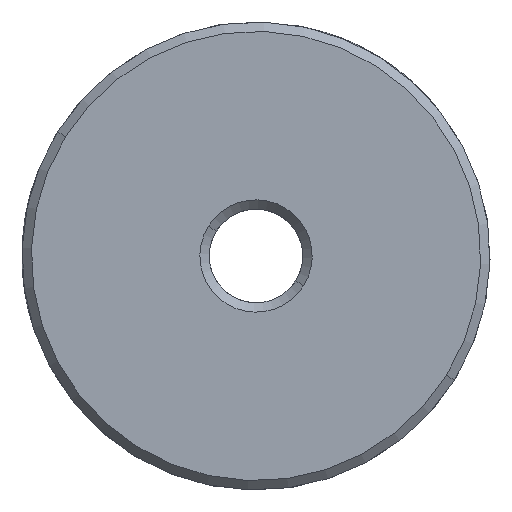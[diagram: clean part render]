
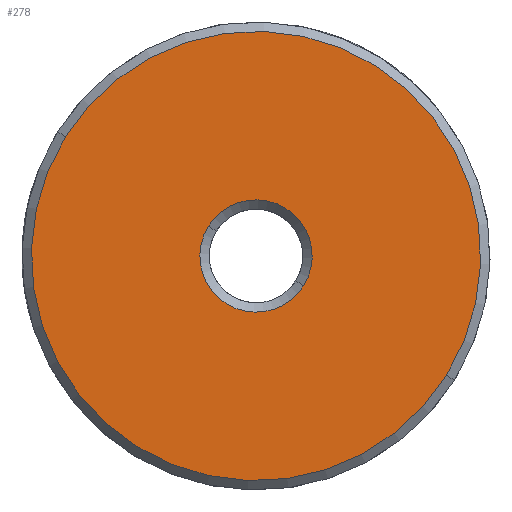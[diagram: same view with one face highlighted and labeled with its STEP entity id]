
A CAD part, left-side view. The second image highlights one B-rep face of the part: STEP entity #278.
In plain terms, the highlighted planar face has unit normal (-1, 0, 0).
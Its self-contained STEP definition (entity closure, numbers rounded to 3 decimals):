
#278=ADVANCED_FACE('',(#779,#780),#781,.F.);
#779=FACE_OUTER_BOUND('',#1859,.T.);
#780=FACE_BOUND('',#1860,.T.);
#781=PLANE('',#1861);
#1859=EDGE_LOOP('',(#3677,#3678));
#1860=EDGE_LOOP('',(#3679,#3680));
#1861=AXIS2_PLACEMENT_3D('',#3681,#3682,#3683);
#3677=ORIENTED_EDGE('',*,*,#4296,.F.);
#3678=ORIENTED_EDGE('',*,*,#4179,.F.);
#3679=ORIENTED_EDGE('',*,*,#4302,.F.);
#3680=ORIENTED_EDGE('',*,*,#4164,.F.);
#3681=CARTESIAN_POINT('',(-4.3,3.75,0.));
#3682=DIRECTION('',(1.0,0.0,0.0));
#3683=DIRECTION('',(0.0,0.0,-1.0));
#4164=EDGE_CURVE('',#4995,#4998,#4999,.T.);
#4179=EDGE_CURVE('',#5021,#5023,#5024,.T.);
#4296=EDGE_CURVE('',#5023,#5021,#5211,.T.);
#4302=EDGE_CURVE('',#4998,#4995,#5217,.T.);
#4995=VERTEX_POINT('',#6427);
#4998=VERTEX_POINT('',#6431);
#4999=CIRCLE('',#6432,2.4);
#5021=VERTEX_POINT('',#6461);
#5023=VERTEX_POINT('',#6464);
#5024=CIRCLE('',#6465,9.6);
#5211=CIRCLE('',#6663,9.6);
#5217=CIRCLE('',#6669,2.4);
#6427=CARTESIAN_POINT('',(-4.3,5.784,1.274));
#6431=CARTESIAN_POINT('',(-4.3,1.716,-1.274));
#6432=AXIS2_PLACEMENT_3D('',#7729,#7730,#7731);
#6461=CARTESIAN_POINT('',(-4.3,11.887,5.094));
#6464=CARTESIAN_POINT('',(-4.3,-4.387,-5.094));
#6465=AXIS2_PLACEMENT_3D('',#7758,#7759,#7760);
#6663=AXIS2_PLACEMENT_3D('',#8087,#8088,#8089);
#6669=AXIS2_PLACEMENT_3D('',#8105,#8106,#8107);
#7729=CARTESIAN_POINT('',(-4.3,3.75,0.));
#7730=DIRECTION('',(-1.0,0.0,0.0));
#7731=DIRECTION('',(0.0,0.848,0.531));
#7758=CARTESIAN_POINT('',(-4.3,3.75,0.));
#7759=DIRECTION('',(1.0,0.0,-0.0));
#7760=DIRECTION('',(0.0,0.848,0.531));
#8087=CARTESIAN_POINT('',(-4.3,3.75,0.));
#8088=DIRECTION('',(1.0,0.0,-0.0));
#8089=DIRECTION('',(0.0,0.848,0.531));
#8105=CARTESIAN_POINT('',(-4.3,3.75,0.));
#8106=DIRECTION('',(-1.0,0.0,0.0));
#8107=DIRECTION('',(0.0,0.848,0.531));
